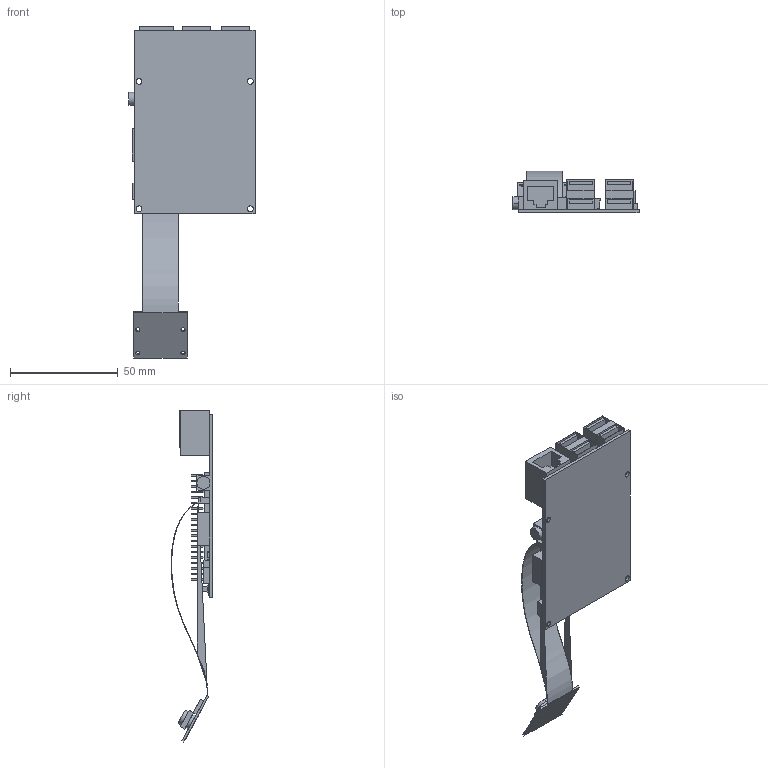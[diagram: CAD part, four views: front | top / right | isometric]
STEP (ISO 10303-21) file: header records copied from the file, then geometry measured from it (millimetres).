
FILE_DESCRIPTION (( 'STEP AP214' ), '1' );
FILE_NAME ('A2.STEP', '2021-05-14T20:14:08', ( '' ), ( '' ), 'SwSTEP 2.0', 'SolidWorks 2020', '' );
FILE_SCHEMA (( 'AUTOMOTIVE_DESIGN' ));
Length unit declared in the file: millimetre
Products named in the file (1): A2
Bounding box: 58.45 x 19.39 x 153.98 mm (x, y, z)
Volume: 18019 mm3; surface area: 24252.8 mm2
Topology: 1 solids, 1 shells, 472 faces, 1164 edges, 772 vertices
Faces by surface type: plane 448, cylinder 22, bspline 2
Entity records: 13819 total; most frequent: CARTESIAN_POINT 2495, ORIENTED_EDGE 2328, DIRECTION 2147, EDGE_CURVE 1164, LINE 1115, VECTOR 1115, VERTEX_POINT 772, EDGE_LOOP 568
